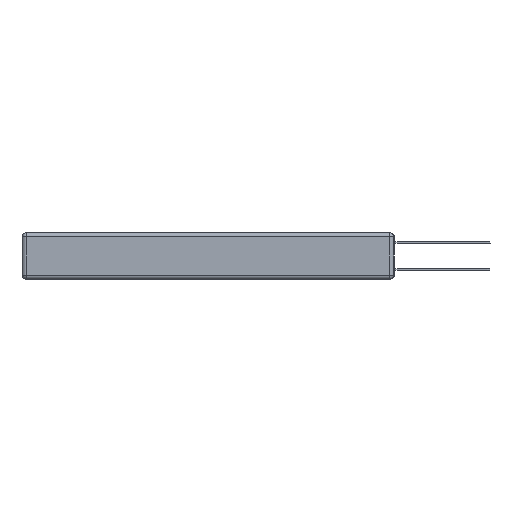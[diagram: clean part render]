
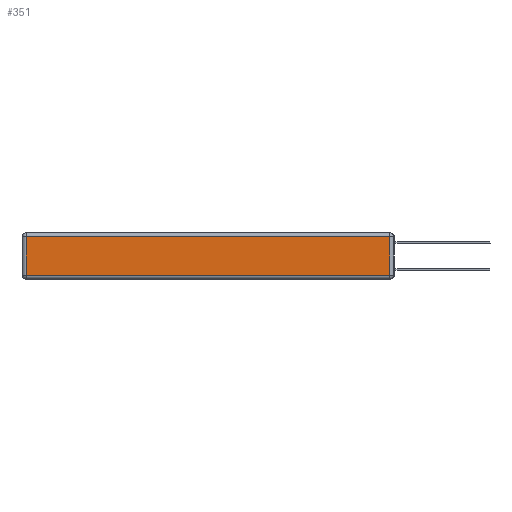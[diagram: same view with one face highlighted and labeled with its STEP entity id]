
A CAD part, left-side view. The second image highlights one B-rep face of the part: STEP entity #351.
In plain terms, the highlighted planar face has unit normal (-1, 0, 0).
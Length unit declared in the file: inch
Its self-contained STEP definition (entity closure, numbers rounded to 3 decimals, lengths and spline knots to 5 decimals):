
#133 = CARTESIAN_POINT ( 'NONE',  ( 0., 0.03, -0.03 ) ) ;
#351 = ADVANCED_FACE ( 'NONE', ( #11089 ), #13588, .T. ) ;
#560 = ORIENTED_EDGE ( 'NONE', *, *, #17028, .T. ) ;
#851 = VECTOR ( 'NONE', #8840, 39.37008 ) ;
#1707 = CARTESIAN_POINT ( 'NONE',  ( 0., 0., -0.343 ) ) ;
#1941 = EDGE_LOOP ( 'NONE', ( #7207, #7079, #5930, #560 ) ) ;
#2070 = VERTEX_POINT ( 'NONE', #2123 ) ;
#2123 = CARTESIAN_POINT ( 'NONE',  ( 0., 2.72, -0.313 ) ) ;
#2231 = CARTESIAN_POINT ( 'NONE',  ( 0., 0.03, -0.343 ) ) ;
#2340 = CARTESIAN_POINT ( 'NONE',  ( 0., 2.72, -0.03 ) ) ;
#4275 = VECTOR ( 'NONE', #10438, 39.37008 ) ;
#4444 = VERTEX_POINT ( 'NONE', #7649 ) ;
#5713 = DIRECTION ( 'NONE',  ( 0., 0., 1. ) ) ;
#5930 = ORIENTED_EDGE ( 'NONE', *, *, #8797, .T. ) ;
#6511 = CARTESIAN_POINT ( 'NONE',  ( 0., 2.75, -0.03 ) ) ;
#6605 = LINE ( 'NONE', #6511, #13371 ) ;
#7015 = DIRECTION ( 'NONE',  ( -1., 0., 0. ) ) ;
#7079 = ORIENTED_EDGE ( 'NONE', *, *, #16612, .T. ) ;
#7207 = ORIENTED_EDGE ( 'NONE', *, *, #10275, .T. ) ;
#7387 = AXIS2_PLACEMENT_3D ( 'NONE', #1707, #7015, #5713 ) ;
#7547 = DIRECTION ( 'NONE',  ( 0., 0., 1. ) ) ;
#7649 = CARTESIAN_POINT ( 'NONE',  ( 0., 0.03, -0.313 ) ) ;
#8787 = VERTEX_POINT ( 'NONE', #2340 ) ;
#8797 = EDGE_CURVE ( 'NONE', #12785, #8787, #6605, .T. ) ;
#8840 = DIRECTION ( 'NONE',  ( 0., 0., -1. ) ) ;
#8860 = LINE ( 'NONE', #2231, #16354 ) ;
#8960 = DIRECTION ( 'NONE',  ( 0., 1., 0. ) ) ;
#10275 = EDGE_CURVE ( 'NONE', #2070, #4444, #14567, .T. ) ;
#10438 = DIRECTION ( 'NONE',  ( 0., -1., 0. ) ) ;
#11089 = FACE_OUTER_BOUND ( 'NONE', #1941, .T. ) ;
#11421 = LINE ( 'NONE', #15383, #851 ) ;
#12087 = CARTESIAN_POINT ( 'NONE',  ( 0., 0., -0.313 ) ) ;
#12785 = VERTEX_POINT ( 'NONE', #133 ) ;
#13371 = VECTOR ( 'NONE', #8960, 39.37008 ) ;
#13588 = PLANE ( 'NONE',  #7387 ) ;
#14567 = LINE ( 'NONE', #12087, #4275 ) ;
#15383 = CARTESIAN_POINT ( 'NONE',  ( 0., 2.72, -0.343 ) ) ;
#16354 = VECTOR ( 'NONE', #7547, 39.37008 ) ;
#16612 = EDGE_CURVE ( 'NONE', #4444, #12785, #8860, .T. ) ;
#17028 = EDGE_CURVE ( 'NONE', #8787, #2070, #11421, .T. ) ;
